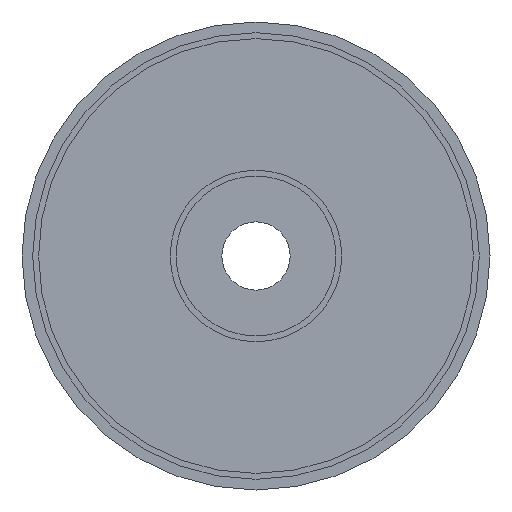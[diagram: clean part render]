
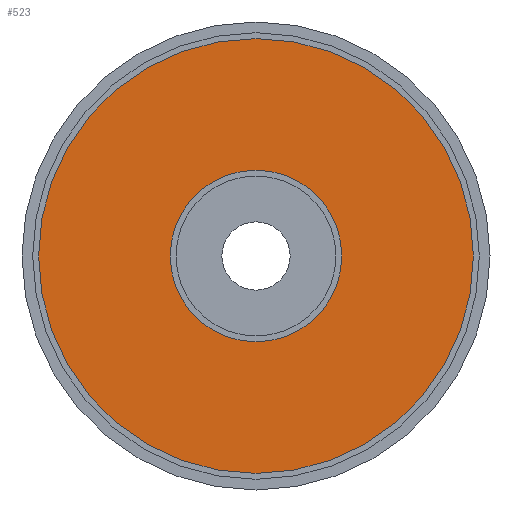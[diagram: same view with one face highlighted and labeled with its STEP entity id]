
A CAD part, front view. The second image highlights one B-rep face of the part: STEP entity #523.
In plain terms, the highlighted planar face has unit normal (0, -1, 0).
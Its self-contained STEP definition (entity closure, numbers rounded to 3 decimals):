
#105 = FACE_OUTER_BOUND ( 'NONE', #543, .T. ) ;
#112 = CARTESIAN_POINT ( 'NONE',  ( 0., 0., 0. ) ) ;
#148 = ORIENTED_EDGE ( 'NONE', *, *, #847, .T. ) ;
#189 = FACE_BOUND ( 'NONE', #312, .T. ) ;
#192 = AXIS2_PLACEMENT_3D ( 'NONE', #509, #664, #829 ) ;
#262 = AXIS2_PLACEMENT_3D ( 'NONE', #607, #375, #613 ) ;
#277 = EDGE_CURVE ( 'NONE', #514, #943, #321, .T. ) ;
#295 = ORIENTED_EDGE ( 'NONE', *, *, #562, .F. ) ;
#312 = EDGE_LOOP ( 'NONE', ( #477, #295 ) ) ;
#321 = CIRCLE ( 'NONE', #262, 22. ) ;
#356 = DIRECTION ( 'NONE',  ( 0., 0., -1. ) ) ;
#357 = PLANE ( 'NONE',  #192 ) ;
#375 = DIRECTION ( 'NONE',  ( 0., -1., 0. ) ) ;
#400 = CARTESIAN_POINT ( 'NONE',  ( 0., 0., 55.75 ) ) ;
#411 = CARTESIAN_POINT ( 'NONE',  ( 0., 0., 0. ) ) ;
#430 = CIRCLE ( 'NONE', #974, 55.75 ) ;
#473 = CARTESIAN_POINT ( 'NONE',  ( 0., 0., 0. ) ) ;
#477 = ORIENTED_EDGE ( 'NONE', *, *, #277, .F. ) ;
#478 = AXIS2_PLACEMENT_3D ( 'NONE', #473, #672, #504 ) ;
#504 = DIRECTION ( 'NONE',  ( 0., 0., -1. ) ) ;
#509 = CARTESIAN_POINT ( 'NONE',  ( 0., 0., 0. ) ) ;
#512 = CARTESIAN_POINT ( 'NONE',  ( 0., 0., -22. ) ) ;
#514 = VERTEX_POINT ( 'NONE', #993 ) ;
#523 = ADVANCED_FACE ( 'NONE', ( #189, #105 ), #357, .F. ) ;
#543 = EDGE_LOOP ( 'NONE', ( #615, #148 ) ) ;
#562 = EDGE_CURVE ( 'NONE', #943, #514, #732, .T. ) ;
#567 = DIRECTION ( 'NONE',  ( 0., -1., 0. ) ) ;
#607 = CARTESIAN_POINT ( 'NONE',  ( 0., 0., 0. ) ) ;
#613 = DIRECTION ( 'NONE',  ( 0., 0., 1. ) ) ;
#615 = ORIENTED_EDGE ( 'NONE', *, *, #771, .T. ) ;
#657 = DIRECTION ( 'NONE',  ( 0., -1., 0. ) ) ;
#664 = DIRECTION ( 'NONE',  ( 0., 1., 0. ) ) ;
#672 = DIRECTION ( 'NONE',  ( 0., -1., 0. ) ) ;
#695 = VERTEX_POINT ( 'NONE', #736 ) ;
#732 = CIRCLE ( 'NONE', #793, 22. ) ;
#736 = CARTESIAN_POINT ( 'NONE',  ( 0., 0., -55.75 ) ) ;
#744 = CIRCLE ( 'NONE', #478, 55.75 ) ;
#771 = EDGE_CURVE ( 'NONE', #788, #695, #430, .T. ) ;
#788 = VERTEX_POINT ( 'NONE', #400 ) ;
#793 = AXIS2_PLACEMENT_3D ( 'NONE', #411, #567, #887 ) ;
#829 = DIRECTION ( 'NONE',  ( 0., 0., 1. ) ) ;
#847 = EDGE_CURVE ( 'NONE', #695, #788, #744, .T. ) ;
#887 = DIRECTION ( 'NONE',  ( 0., 0., 1. ) ) ;
#943 = VERTEX_POINT ( 'NONE', #512 ) ;
#974 = AXIS2_PLACEMENT_3D ( 'NONE', #112, #657, #356 ) ;
#993 = CARTESIAN_POINT ( 'NONE',  ( 0., 0., 22. ) ) ;
